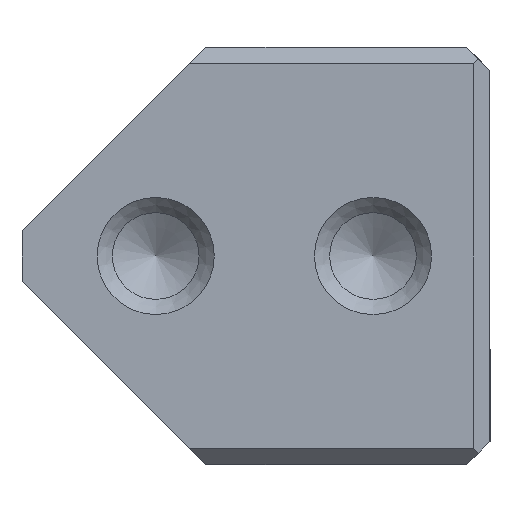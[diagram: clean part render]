
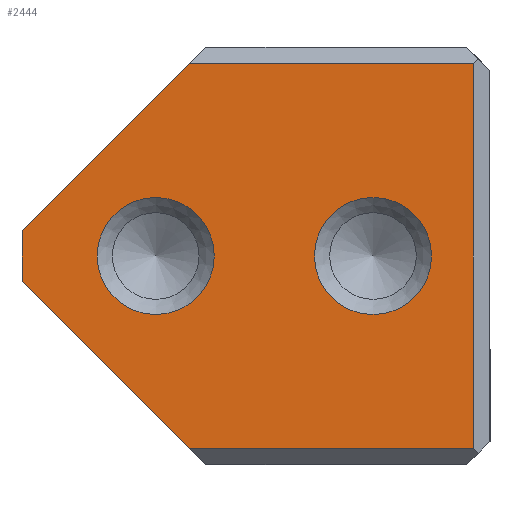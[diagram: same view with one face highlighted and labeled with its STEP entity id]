
A CAD part, left-side view. The second image highlights one B-rep face of the part: STEP entity #2444.
In plain terms, the highlighted planar face has unit normal (-1, 0, 0).
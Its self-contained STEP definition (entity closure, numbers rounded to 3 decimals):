
#2444=ADVANCED_FACE('',(#3117,#3118,#3119),#2801,.T.);
#2801=PLANE('',#8375);
#3030=CIRCLE('',#8373,3.5);
#3031=CIRCLE('',#8374,3.5);
#3117=FACE_BOUND('',#3286,.T.);
#3118=FACE_BOUND('',#3287,.T.);
#3119=FACE_BOUND('',#3288,.T.);
#3286=EDGE_LOOP('',(#4131));
#3287=EDGE_LOOP('',(#4132));
#3288=EDGE_LOOP('',(#4133,#4134,#4135,#4136,#4137,#4138));
#4131=ORIENTED_EDGE('',*,*,#6475,.T.);
#4132=ORIENTED_EDGE('',*,*,#6476,.T.);
#4133=ORIENTED_EDGE('',*,*,#6477,.T.);
#4134=ORIENTED_EDGE('',*,*,#6478,.T.);
#4135=ORIENTED_EDGE('',*,*,#6479,.T.);
#4136=ORIENTED_EDGE('',*,*,#6480,.F.);
#4137=ORIENTED_EDGE('',*,*,#6481,.T.);
#4138=ORIENTED_EDGE('',*,*,#6482,.T.);
#5871=VERTEX_POINT('',#10702);
#5872=VERTEX_POINT('',#10704);
#5873=VERTEX_POINT('',#10706);
#5874=VERTEX_POINT('',#10707);
#5875=VERTEX_POINT('',#10709);
#5876=VERTEX_POINT('',#10711);
#5877=VERTEX_POINT('',#10713);
#5878=VERTEX_POINT('',#10715);
#6475=EDGE_CURVE('',#5871,#5871,#3030,.T.);
#6476=EDGE_CURVE('',#5872,#5872,#3031,.T.);
#6477=EDGE_CURVE('',#5873,#5874,#7261,.T.);
#6478=EDGE_CURVE('',#5874,#5875,#7262,.T.);
#6479=EDGE_CURVE('',#5875,#5876,#7263,.T.);
#6480=EDGE_CURVE('',#5877,#5876,#7264,.T.);
#6481=EDGE_CURVE('',#5877,#5878,#7265,.T.);
#6482=EDGE_CURVE('',#5878,#5873,#7266,.T.);
#7261=LINE('',#10705,#7891);
#7262=LINE('',#10708,#7892);
#7263=LINE('',#10710,#7893);
#7264=LINE('',#10712,#7894);
#7265=LINE('',#10714,#7895);
#7266=LINE('',#10716,#7896);
#7891=VECTOR('',#8875,1.);
#7892=VECTOR('',#8876,1.);
#7893=VECTOR('',#8877,1.);
#7894=VECTOR('',#8878,1.);
#7895=VECTOR('',#8879,1.);
#7896=VECTOR('',#8880,1.);
#8373=AXIS2_PLACEMENT_3D('',#10701,#8871,#8872);
#8374=AXIS2_PLACEMENT_3D('',#10703,#8873,#8874);
#8375=AXIS2_PLACEMENT_3D('',#10717,#8881,#8882);
#8871=DIRECTION('',(1.,0.,0.));
#8872=DIRECTION('',(0.,0.,-1.));
#8873=DIRECTION('',(1.,0.,0.));
#8874=DIRECTION('',(0.,0.,-1.));
#8875=DIRECTION('',(0.,0.,1.));
#8876=DIRECTION('',(0.,1.,0.));
#8877=DIRECTION('',(0.,0.707,-0.707));
#8878=DIRECTION('',(0.,0.,1.));
#8879=DIRECTION('',(0.,-0.707,-0.707));
#8880=DIRECTION('',(0.,-1.,0.));
#8881=DIRECTION('',(-1.,0.,0.));
#8882=DIRECTION('',(0.,0.,-1.));
#10701=CARTESIAN_POINT('',(0.,20.,12.5));
#10702=CARTESIAN_POINT('',(0.,20.,9.));
#10703=CARTESIAN_POINT('',(0.,7.,12.5));
#10704=CARTESIAN_POINT('',(0.,7.,9.));
#10705=CARTESIAN_POINT('',(0.,1.,0.));
#10706=CARTESIAN_POINT('',(0.,1.,1.));
#10707=CARTESIAN_POINT('',(0.,1.,24.));
#10708=CARTESIAN_POINT('',(0.,14.,24.));
#10709=CARTESIAN_POINT('',(0.,18.002,24.));
#10710=CARTESIAN_POINT('',(0.,28.001,14.001));
#10711=CARTESIAN_POINT('',(0.,28.,14.002));
#10712=CARTESIAN_POINT('',(0.,28.,0.));
#10713=CARTESIAN_POINT('',(0.,28.,10.998));
#10714=CARTESIAN_POINT('',(0.,15.501,-1.501));
#10715=CARTESIAN_POINT('',(0.,18.002,1.));
#10716=CARTESIAN_POINT('',(0.,14.,1.));
#10717=CARTESIAN_POINT('',(0.,14.,0.));
